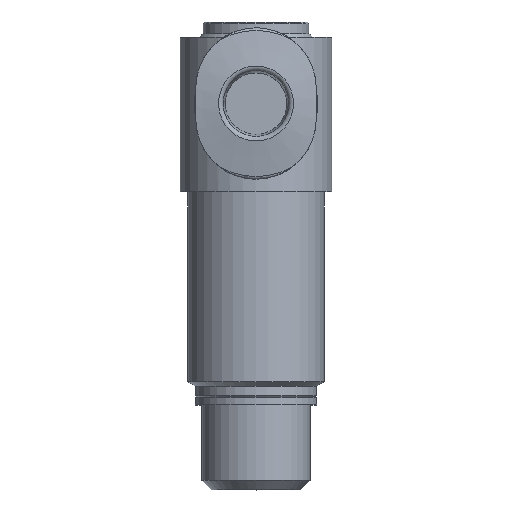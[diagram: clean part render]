
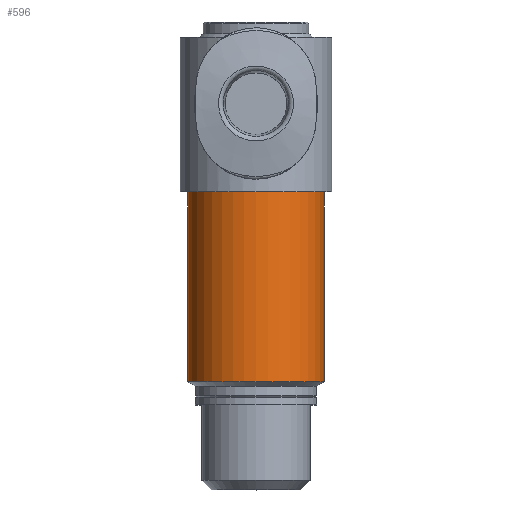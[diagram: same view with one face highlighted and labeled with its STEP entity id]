
A CAD part, top view. The second image highlights one B-rep face of the part: STEP entity #596.
In plain terms, the highlighted cylindrical face has radius 4.41 mm (diameter 8.82 mm), a full revolution.
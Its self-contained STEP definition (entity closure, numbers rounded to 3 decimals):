
#50=CYLINDRICAL_SURFACE('',#675,4.41);
#76=CIRCLE('',#674,4.41);
#77=CIRCLE('',#676,4.41);
#134=ORIENTED_EDGE('',*,*,#258,.F.);
#135=ORIENTED_EDGE('',*,*,#257,.T.);
#257=EDGE_CURVE('',#326,#326,#76,.T.);
#258=EDGE_CURVE('',#327,#327,#77,.T.);
#326=VERTEX_POINT('',#997);
#327=VERTEX_POINT('',#1000);
#438=EDGE_LOOP('',(#134));
#439=EDGE_LOOP('',(#135));
#516=FACE_BOUND('',#438,.T.);
#517=FACE_BOUND('',#439,.T.);
#596=ADVANCED_FACE('',(#516,#517),#50,.T.);
#674=AXIS2_PLACEMENT_3D('',#996,#800,#801);
#675=AXIS2_PLACEMENT_3D('',#998,#802,#803);
#676=AXIS2_PLACEMENT_3D('',#999,#804,#805);
#800=DIRECTION('',(0.,1.,0.));
#801=DIRECTION('',(0.,0.,1.));
#802=DIRECTION('',(0.,1.,0.));
#803=DIRECTION('',(0.,0.,1.));
#804=DIRECTION('',(0.,1.,0.));
#805=DIRECTION('',(0.,0.,1.));
#996=CARTESIAN_POINT('',(0.,-18.,0.));
#997=CARTESIAN_POINT('',(0.,-18.,4.41));
#998=CARTESIAN_POINT('',(0.,5.3,0.));
#999=CARTESIAN_POINT('',(0.,-5.7,0.));
#1000=CARTESIAN_POINT('',(0.,-5.7,4.41));
